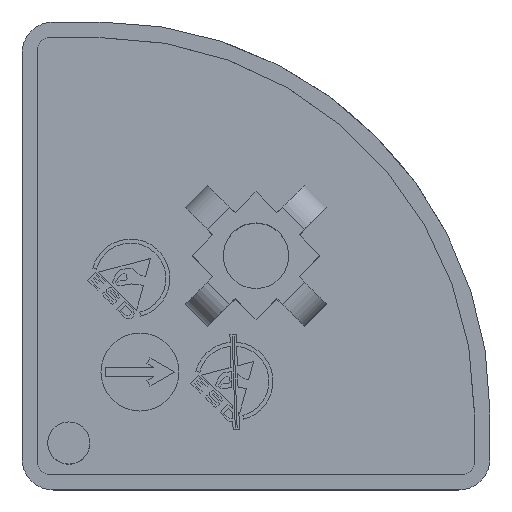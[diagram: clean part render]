
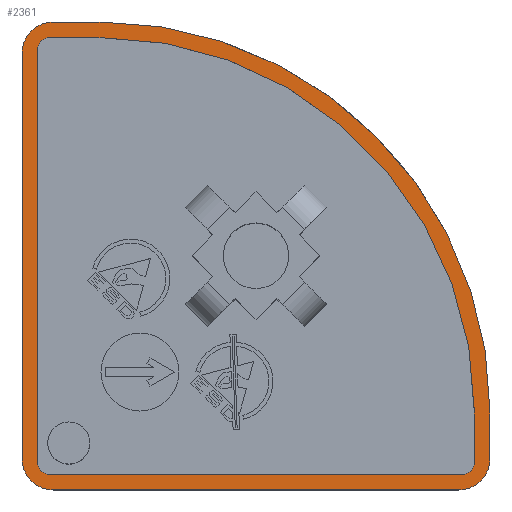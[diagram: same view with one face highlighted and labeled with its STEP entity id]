
A CAD part, top view. The second image highlights one B-rep face of the part: STEP entity #2361.
In plain terms, the highlighted planar face has unit normal (0, 0, 1).
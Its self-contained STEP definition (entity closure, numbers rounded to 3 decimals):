
#68 = DIRECTION ( 'NONE',  ( 1., 0., 0. ) ) ;
#95 = LINE ( 'NONE', #649, #2385 ) ;
#153 = VERTEX_POINT ( 'NONE', #2691 ) ;
#161 = CARTESIAN_POINT ( 'NONE',  ( -13., 15., 0. ) ) ;
#192 = DIRECTION ( 'NONE',  ( 1., 0., 0. ) ) ;
#229 = ORIENTED_EDGE ( 'NONE', *, *, #3197, .T. ) ;
#277 = ORIENTED_EDGE ( 'NONE', *, *, #5738, .T. ) ;
#291 = VERTEX_POINT ( 'NONE', #4515 ) ;
#293 = CIRCLE ( 'NONE', #8533, 0.75 ) ;
#403 = CARTESIAN_POINT ( 'NONE',  ( 13.25, -13.25, 0. ) ) ;
#413 = EDGE_CURVE ( 'NONE', #8121, #1565, #2651, .T. ) ;
#503 = CIRCLE ( 'NONE', #5912, 2. ) ;
#521 = DIRECTION ( 'NONE',  ( 1., 0., 0. ) ) ;
#594 = EDGE_CURVE ( 'NONE', #4985, #2486, #293, .T. ) ;
#622 = LINE ( 'NONE', #6201, #5920 ) ;
#649 = CARTESIAN_POINT ( 'NONE',  ( -15., -15., 0. ) ) ;
#802 = DIRECTION ( 'NONE',  ( 1., 0., 0. ) ) ;
#829 = VERTEX_POINT ( 'NONE', #4490 ) ;
#914 = DIRECTION ( 'NONE',  ( 0., 0., -1. ) ) ;
#977 = DIRECTION ( 'NONE',  ( 0., 1., 0. ) ) ;
#1002 = VERTEX_POINT ( 'NONE', #1374 ) ;
#1047 = EDGE_LOOP ( 'NONE', ( #5271, #4619, #3139, #3216, #3537, #277, #5935, #3217 ) ) ;
#1053 = AXIS2_PLACEMENT_3D ( 'NONE', #403, #5217, #2750 ) ;
#1065 = CIRCLE ( 'NONE', #1053, 0.75 ) ;
#1079 = VECTOR ( 'NONE', #977, 1000. ) ;
#1160 = AXIS2_PLACEMENT_3D ( 'NONE', #5877, #5395, #8037 ) ;
#1187 = DIRECTION ( 'NONE',  ( 1., 0., 0. ) ) ;
#1304 = AXIS2_PLACEMENT_3D ( 'NONE', #7631, #4886, #68 ) ;
#1374 = CARTESIAN_POINT ( 'NONE',  ( -15., 13., 0. ) ) ;
#1384 = LINE ( 'NONE', #1888, #1079 ) ;
#1565 = VERTEX_POINT ( 'NONE', #4883 ) ;
#1570 = EDGE_CURVE ( 'NONE', #829, #2486, #5098, .T. ) ;
#1643 = CARTESIAN_POINT ( 'NONE',  ( -13.25, 13.25, 0. ) ) ;
#1648 = VECTOR ( 'NONE', #8410, 1000. ) ;
#1776 = AXIS2_PLACEMENT_3D ( 'NONE', #5835, #8555, #2055 ) ;
#1888 = CARTESIAN_POINT ( 'NONE',  ( 15., -15., 0. ) ) ;
#1896 = VERTEX_POINT ( 'NONE', #2982 ) ;
#1902 = ORIENTED_EDGE ( 'NONE', *, *, #413, .T. ) ;
#2005 = EDGE_CURVE ( 'NONE', #1896, #291, #3462, .T. ) ;
#2055 = DIRECTION ( 'NONE',  ( -1., 0., 0. ) ) ;
#2127 = CARTESIAN_POINT ( 'NONE',  ( 15., -10., 0. ) ) ;
#2167 = CARTESIAN_POINT ( 'NONE',  ( 15., -13., 0. ) ) ;
#2238 = DIRECTION ( 'NONE',  ( 0., 0., -1. ) ) ;
#2265 = VERTEX_POINT ( 'NONE', #5859 ) ;
#2349 = VERTEX_POINT ( 'NONE', #2167 ) ;
#2361 = ADVANCED_FACE ( 'NONE', ( #6662, #2710 ), #4779, .T. ) ;
#2385 = VECTOR ( 'NONE', #8413, 1000. ) ;
#2486 = VERTEX_POINT ( 'NONE', #3037 ) ;
#2531 = LINE ( 'NONE', #5430, #6185 ) ;
#2553 = CARTESIAN_POINT ( 'NONE',  ( -15., -13., 0. ) ) ;
#2589 = EDGE_CURVE ( 'NONE', #4920, #153, #8062, .T. ) ;
#2606 = EDGE_CURVE ( 'NONE', #2265, #1896, #3787, .T. ) ;
#2651 = CIRCLE ( 'NONE', #5789, 25. ) ;
#2691 = CARTESIAN_POINT ( 'NONE',  ( -13., -15., 0. ) ) ;
#2710 = FACE_OUTER_BOUND ( 'NONE', #3656, .T. ) ;
#2750 = DIRECTION ( 'NONE',  ( 1., 0., 0. ) ) ;
#2956 = DIRECTION ( 'NONE',  ( 0., -1., 0. ) ) ;
#2982 = CARTESIAN_POINT ( 'NONE',  ( -10., 14., 0. ) ) ;
#3037 = CARTESIAN_POINT ( 'NONE',  ( -14., -13.25, 0. ) ) ;
#3139 = ORIENTED_EDGE ( 'NONE', *, *, #2005, .F. ) ;
#3174 = EDGE_CURVE ( 'NONE', #829, #291, #5383, .T. ) ;
#3197 = EDGE_CURVE ( 'NONE', #2349, #8121, #1384, .T. ) ;
#3216 = ORIENTED_EDGE ( 'NONE', *, *, #2606, .F. ) ;
#3217 = ORIENTED_EDGE ( 'NONE', *, *, #594, .T. ) ;
#3291 = CARTESIAN_POINT ( 'NONE',  ( -13.25, -14., 0. ) ) ;
#3365 = EDGE_CURVE ( 'NONE', #153, #3401, #95, .T. ) ;
#3401 = VERTEX_POINT ( 'NONE', #7061 ) ;
#3462 = LINE ( 'NONE', #7694, #1648 ) ;
#3520 = LINE ( 'NONE', #5136, #3753 ) ;
#3537 = ORIENTED_EDGE ( 'NONE', *, *, #5653, .F. ) ;
#3656 = EDGE_LOOP ( 'NONE', ( #8678, #3677, #229, #1902, #8571, #6144, #6794, #6142 ) ) ;
#3677 = ORIENTED_EDGE ( 'NONE', *, *, #6378, .T. ) ;
#3753 = VECTOR ( 'NONE', #4558, 1000. ) ;
#3787 = CIRCLE ( 'NONE', #1776, 24. ) ;
#3816 = CARTESIAN_POINT ( 'NONE',  ( -13., 13., 0. ) ) ;
#3973 = CARTESIAN_POINT ( 'NONE',  ( 13.25, -14., 0. ) ) ;
#4490 = CARTESIAN_POINT ( 'NONE',  ( -14., 13.25, 0. ) ) ;
#4515 = CARTESIAN_POINT ( 'NONE',  ( -13.25, 14., 0. ) ) ;
#4528 = EDGE_CURVE ( 'NONE', #1565, #7696, #2531, .T. ) ;
#4558 = DIRECTION ( 'NONE',  ( 0., 1., 0. ) ) ;
#4619 = ORIENTED_EDGE ( 'NONE', *, *, #3174, .T. ) ;
#4657 = AXIS2_PLACEMENT_3D ( 'NONE', #1643, #2238, #6445 ) ;
#4779 = PLANE ( 'NONE',  #6100 ) ;
#4862 = DIRECTION ( 'NONE',  ( 0., 0., 1. ) ) ;
#4883 = CARTESIAN_POINT ( 'NONE',  ( -10., 15., 0. ) ) ;
#4886 = DIRECTION ( 'NONE',  ( 0., 0., 1. ) ) ;
#4920 = VERTEX_POINT ( 'NONE', #2553 ) ;
#4985 = VERTEX_POINT ( 'NONE', #3291 ) ;
#5045 = CARTESIAN_POINT ( 'NONE',  ( -13.25, -13.25, 0. ) ) ;
#5066 = VECTOR ( 'NONE', #5442, 1000. ) ;
#5098 = LINE ( 'NONE', #6379, #8301 ) ;
#5136 = CARTESIAN_POINT ( 'NONE',  ( 14., -14., 0. ) ) ;
#5153 = VERTEX_POINT ( 'NONE', #3973 ) ;
#5217 = DIRECTION ( 'NONE',  ( 0., 0., -1. ) ) ;
#5271 = ORIENTED_EDGE ( 'NONE', *, *, #1570, .F. ) ;
#5383 = CIRCLE ( 'NONE', #4657, 0.75 ) ;
#5395 = DIRECTION ( 'NONE',  ( 0., 0., 1. ) ) ;
#5430 = CARTESIAN_POINT ( 'NONE',  ( 15., 15., 0. ) ) ;
#5442 = DIRECTION ( 'NONE',  ( 1., 0., 0. ) ) ;
#5653 = EDGE_CURVE ( 'NONE', #7825, #2265, #3520, .T. ) ;
#5738 = EDGE_CURVE ( 'NONE', #7825, #5153, #1065, .T. ) ;
#5789 = AXIS2_PLACEMENT_3D ( 'NONE', #8171, #4862, #802 ) ;
#5835 = CARTESIAN_POINT ( 'NONE',  ( -10., -10., 0. ) ) ;
#5859 = CARTESIAN_POINT ( 'NONE',  ( 14., -10., 0. ) ) ;
#5877 = CARTESIAN_POINT ( 'NONE',  ( 13., -13., 0. ) ) ;
#5912 = AXIS2_PLACEMENT_3D ( 'NONE', #3816, #7834, #192 ) ;
#5920 = VECTOR ( 'NONE', #7214, 1000. ) ;
#5935 = ORIENTED_EDGE ( 'NONE', *, *, #8113, .F. ) ;
#6100 = AXIS2_PLACEMENT_3D ( 'NONE', #8316, #7319, #1187 ) ;
#6142 = ORIENTED_EDGE ( 'NONE', *, *, #2589, .T. ) ;
#6144 = ORIENTED_EDGE ( 'NONE', *, *, #7140, .T. ) ;
#6185 = VECTOR ( 'NONE', #7873, 1000. ) ;
#6201 = CARTESIAN_POINT ( 'NONE',  ( -15., 15., 0. ) ) ;
#6378 = EDGE_CURVE ( 'NONE', #3401, #2349, #8590, .T. ) ;
#6379 = CARTESIAN_POINT ( 'NONE',  ( -14., -14., 0. ) ) ;
#6445 = DIRECTION ( 'NONE',  ( 1., 0., 0. ) ) ;
#6662 = FACE_BOUND ( 'NONE', #1047, .T. ) ;
#6794 = ORIENTED_EDGE ( 'NONE', *, *, #8811, .T. ) ;
#7061 = CARTESIAN_POINT ( 'NONE',  ( 13., -15., 0. ) ) ;
#7063 = CARTESIAN_POINT ( 'NONE',  ( -14., -14., 0. ) ) ;
#7140 = EDGE_CURVE ( 'NONE', #7696, #1002, #503, .T. ) ;
#7214 = DIRECTION ( 'NONE',  ( 0., -1., 0. ) ) ;
#7319 = DIRECTION ( 'NONE',  ( 0., 0., 1. ) ) ;
#7631 = CARTESIAN_POINT ( 'NONE',  ( -13., -13., 0. ) ) ;
#7694 = CARTESIAN_POINT ( 'NONE',  ( -14., 14., 0. ) ) ;
#7696 = VERTEX_POINT ( 'NONE', #161 ) ;
#7825 = VERTEX_POINT ( 'NONE', #8642 ) ;
#7834 = DIRECTION ( 'NONE',  ( 0., 0., 1. ) ) ;
#7873 = DIRECTION ( 'NONE',  ( -1., 0., 0. ) ) ;
#8037 = DIRECTION ( 'NONE',  ( 1., 0., 0. ) ) ;
#8062 = CIRCLE ( 'NONE', #1304, 2. ) ;
#8113 = EDGE_CURVE ( 'NONE', #4985, #5153, #8709, .T. ) ;
#8121 = VERTEX_POINT ( 'NONE', #2127 ) ;
#8171 = CARTESIAN_POINT ( 'NONE',  ( -10., -10., 0. ) ) ;
#8301 = VECTOR ( 'NONE', #2956, 1000. ) ;
#8316 = CARTESIAN_POINT ( 'NONE',  ( 0., 0., 0. ) ) ;
#8410 = DIRECTION ( 'NONE',  ( -1., 0., 0. ) ) ;
#8413 = DIRECTION ( 'NONE',  ( 1., 0., 0. ) ) ;
#8533 = AXIS2_PLACEMENT_3D ( 'NONE', #5045, #914, #521 ) ;
#8555 = DIRECTION ( 'NONE',  ( 0., 0., 1. ) ) ;
#8571 = ORIENTED_EDGE ( 'NONE', *, *, #4528, .T. ) ;
#8590 = CIRCLE ( 'NONE', #1160, 2. ) ;
#8642 = CARTESIAN_POINT ( 'NONE',  ( 14., -13.25, 0. ) ) ;
#8678 = ORIENTED_EDGE ( 'NONE', *, *, #3365, .T. ) ;
#8709 = LINE ( 'NONE', #7063, #5066 ) ;
#8811 = EDGE_CURVE ( 'NONE', #1002, #4920, #622, .T. ) ;
